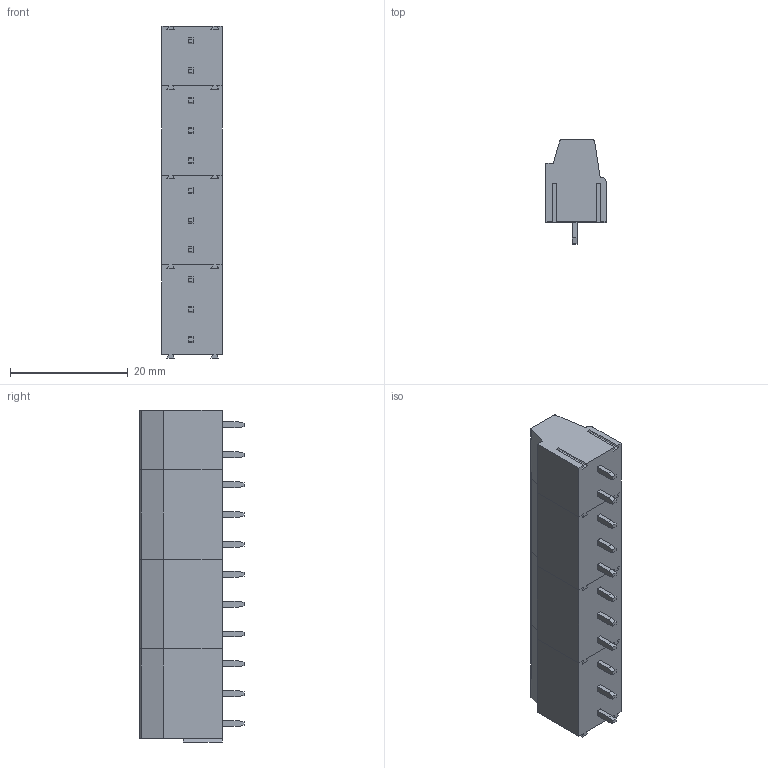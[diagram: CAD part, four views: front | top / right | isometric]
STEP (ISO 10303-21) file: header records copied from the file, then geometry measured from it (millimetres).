
FILE_DESCRIPTION (( 'STEP AP214' ), '1' );
FILE_NAME ('CUI_DEVICES_TB007-508-11GR.step', '2019-10-21T21:33:13', ( '' ), ( '' ), 'SwSTEP 2.0', 'SolidWorks 2019', '' );
FILE_SCHEMA (( 'AUTOMOTIVE_DESIGN' ));
Length unit declared in the file: millimetre
Products named in the file (3): TB007-508-02P_Green - S; CUI_DEVICES_TB007-508-11GR; TB007-508-03P_Green - S
Assembly tree (4 placements, depth 2):
  CUI_DEVICES_TB007-508-11GR
    TB007-508-02P_Green - S
    TB007-508-03P_Green - S  x3
Bounding box: 10.25 x 17.7 x 56.48 mm (x, y, z)
Volume: 6740.7 mm3; surface area: 4678.2 mm2
Topology: 4 solids, 4 shells, 457 faces, 1171 edges, 766 vertices
Faces by surface type: plane 302, bspline 77, cylinder 56, cone 22
Entity records: 8187 total; most frequent: CARTESIAN_POINT 2100, ORIENTED_EDGE 1094, DIRECTION 974, EDGE_CURVE 547, VERTEX_POINT 358, LINE 350, VECTOR 350, AXIS2_PLACEMENT_3D 312
